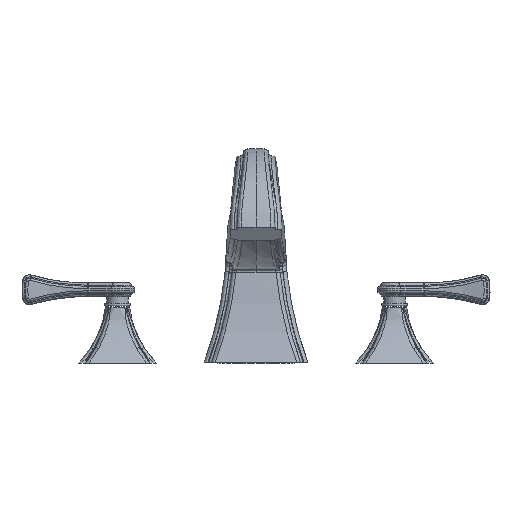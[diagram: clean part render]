
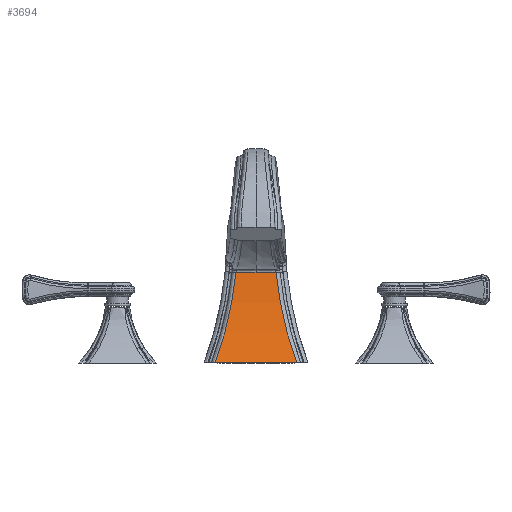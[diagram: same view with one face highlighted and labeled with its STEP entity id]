
A CAD part, top view. The second image highlights one B-rep face of the part: STEP entity #3694.
In plain terms, the highlighted cylindrical face has radius 304.8 mm (diameter 609.6 mm), a partial arc.
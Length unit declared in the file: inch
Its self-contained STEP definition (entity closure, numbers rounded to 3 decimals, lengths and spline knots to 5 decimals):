
#104=CARTESIAN_POINT('',(-1.17525,0.01,1.5));
#113=CARTESIAN_POINT('',(1.17525,0.01,1.5));
#160=DIRECTION('',(-1.,0.,0.));
#161=VECTOR('',#160,2.35051);
#162=CARTESIAN_POINT('',(1.17525,0.01,1.5));
#163=LINE('',#162,#161);
#164=CARTESIAN_POINT('',(-0.57895,2.61639,
0.92564));
#165=CARTESIAN_POINT('',(-0.60792,2.32376,
0.95662));
#166=CARTESIAN_POINT('',(-0.69041,1.73883,1.04032));
#167=CARTESIAN_POINT('',(-0.8887,0.86758,
1.23165));
#168=CARTESIAN_POINT('',(-1.07126,0.29402,1.40324));
#169=CARTESIAN_POINT('',(-1.17525,0.01,1.5));
#171=CARTESIAN_POINT('',(-0.57841,2.62181,
0.92507));
#172=CARTESIAN_POINT('',(-0.5785,2.62091,
0.92517));
#173=CARTESIAN_POINT('',(-0.57868,2.6191,
0.92536));
#174=CARTESIAN_POINT('',(-0.57886,2.61729,
0.92555));
#175=CARTESIAN_POINT('',(-0.57895,2.61639,
0.92564));
#177=DIRECTION('',(-1.,0.,0.));
#178=VECTOR('',#177,0.57841);
#179=CARTESIAN_POINT('',(0.,2.62181,0.92507));
#180=LINE('',#179,#178);
#181=DIRECTION('',(1.,0.,0.));
#182=VECTOR('',#181,0.57841);
#183=CARTESIAN_POINT('',(0.,2.62181,0.92507));
#184=LINE('',#183,#182);
#185=CARTESIAN_POINT('',(0.57841,2.62181,0.92507));
#186=CARTESIAN_POINT('',(0.5785,2.62091,0.92517));
#187=CARTESIAN_POINT('',(0.57868,2.6191,0.92536));
#188=CARTESIAN_POINT('',(0.57886,2.61729,0.92555));
#189=CARTESIAN_POINT('',(0.57895,2.61639,0.92564));
#191=CARTESIAN_POINT('',(0.57895,2.61639,0.92564));
#192=CARTESIAN_POINT('',(0.60792,2.32376,0.95662));
#193=CARTESIAN_POINT('',(0.69041,1.73883,1.04032));
#194=CARTESIAN_POINT('',(0.8887,0.86758,1.23165));
#195=CARTESIAN_POINT('',(1.07126,0.29402,1.40324));
#196=CARTESIAN_POINT('',(1.17525,0.01,1.5));
#3333=VERTEX_POINT('',#113);
#3334=VERTEX_POINT('',#191);
#3428=VERTEX_POINT('',#104);
#3429=VERTEX_POINT('',#164);
#3479=CARTESIAN_POINT('',(0.,2.62181,0.92507));
#3480=VERTEX_POINT('',#3479);
#3481=CARTESIAN_POINT('',(0.57841,2.62181,
0.92507));
#3482=VERTEX_POINT('',#3481);
#3483=CARTESIAN_POINT('',(-0.57841,2.62181,
0.92507));
#3484=VERTEX_POINT('',#3483);
#3674=CARTESIAN_POINT('',(0.,3.8796,12.85897));
#3675=DIRECTION('',(1.,0.,0.));
#3676=DIRECTION('',(0.,0.,-1.));
#3677=AXIS2_PLACEMENT_3D('',#3674,#3675,#3676);
#3678=CYLINDRICAL_SURFACE('',#3677,12.);
#3679=ORIENTED_EDGE('',*,*,#3633,.T.);
#3681=ORIENTED_EDGE('',*,*,#3680,.F.);
#3683=ORIENTED_EDGE('',*,*,#3682,.F.);
#3685=ORIENTED_EDGE('',*,*,#3684,.F.);
#3687=ORIENTED_EDGE('',*,*,#3686,.T.);
#3689=ORIENTED_EDGE('',*,*,#3688,.T.);
#3691=ORIENTED_EDGE('',*,*,#3690,.T.);
#3692=EDGE_LOOP('',(#3679,#3681,#3683,#3685,#3687,#3689,#3691));
#3693=FACE_OUTER_BOUND('',#3692,.F.);
#3694=ADVANCED_FACE('',(#3693),#3678,.F.);
#170=B_SPLINE_CURVE_WITH_KNOTS('',3,(#164,#165,#166,#167,#168,#169),
.UNSPECIFIED.,.F.,.F.,(4,1,1,4),(0.,0.33333,0.66667,1.),
.UNSPECIFIED.);
#176=B_SPLINE_CURVE_WITH_KNOTS('',3,(#171,#172,#173,#174,#175),.UNSPECIFIED.,
.F.,.F.,(4,1,4),(0.,0.5,1.),.UNSPECIFIED.);
#190=B_SPLINE_CURVE_WITH_KNOTS('',3,(#185,#186,#187,#188,#189),.UNSPECIFIED.,
.F.,.F.,(4,1,4),(0.,0.5,1.),.UNSPECIFIED.);
#197=B_SPLINE_CURVE_WITH_KNOTS('',3,(#191,#192,#193,#194,#195,#196),
.UNSPECIFIED.,.F.,.F.,(4,1,1,4),(0.,0.33333,0.66667,1.),
.UNSPECIFIED.);
#3633=EDGE_CURVE('',#3333,#3428,#163,.T.);
#3680=EDGE_CURVE('',#3429,#3428,#170,.T.);
#3682=EDGE_CURVE('',#3484,#3429,#176,.T.);
#3684=EDGE_CURVE('',#3480,#3484,#180,.T.);
#3686=EDGE_CURVE('',#3480,#3482,#184,.T.);
#3688=EDGE_CURVE('',#3482,#3334,#190,.T.);
#3690=EDGE_CURVE('',#3334,#3333,#197,.T.);
